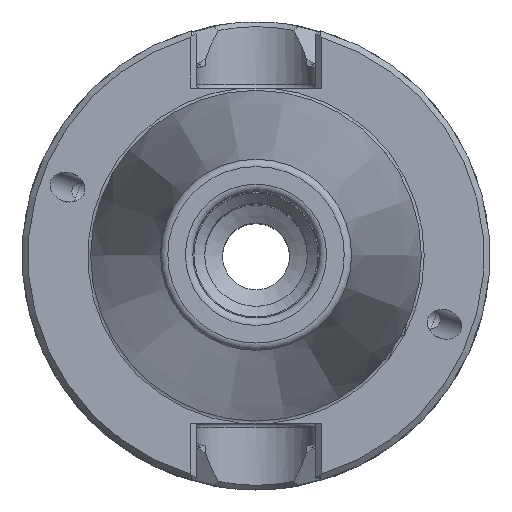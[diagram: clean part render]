
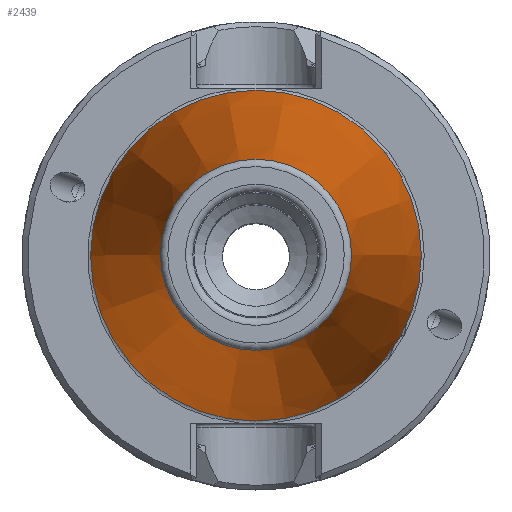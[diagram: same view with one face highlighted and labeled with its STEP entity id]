
A CAD part, top view. The second image highlights one B-rep face of the part: STEP entity #2439.
In plain terms, the highlighted conical face has half-angle 8.297 degrees and reference radius 12.871 mm.
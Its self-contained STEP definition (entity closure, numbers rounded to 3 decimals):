
#241=CONICAL_SURFACE('',#2602,12.871,0.145);
#293=CIRCLE('',#2597,12.871);
#296=CIRCLE('',#2603,22.268);
#418=ORIENTED_EDGE('',*,*,#819,.T.);
#419=ORIENTED_EDGE('',*,*,#815,.F.);
#815=EDGE_CURVE('',#1034,#1034,#293,.T.);
#819=EDGE_CURVE('',#1039,#1039,#296,.T.);
#1034=VERTEX_POINT('',#3386);
#1039=VERTEX_POINT('',#3412);
#1293=EDGE_LOOP('',(#418));
#1294=EDGE_LOOP('',(#419));
#1472=FACE_BOUND('',#1293,.T.);
#1473=FACE_BOUND('',#1294,.T.);
#2439=ADVANCED_FACE('',(#1472,#1473),#241,.T.);
#2597=AXIS2_PLACEMENT_3D('',#3385,#2891,#2892);
#2602=AXIS2_PLACEMENT_3D('',#3410,#2901,#2902);
#2603=AXIS2_PLACEMENT_3D('',#3411,#2903,#2904);
#2891=DIRECTION('',(0.,0.,1.));
#2892=DIRECTION('',(1.,0.,0.));
#2901=DIRECTION('',(0.,0.,-1.));
#2902=DIRECTION('',(-1.,0.,0.));
#2903=DIRECTION('',(0.,0.,1.));
#2904=DIRECTION('',(1.,0.,0.));
#3385=CARTESIAN_POINT('',(0.,0.,64.544));
#3386=CARTESIAN_POINT('',(12.871,0.,64.544));
#3410=CARTESIAN_POINT('',(0.,0.,64.544));
#3411=CARTESIAN_POINT('',(0.,0.,0.106));
#3412=CARTESIAN_POINT('',(22.268,0.,0.106));
